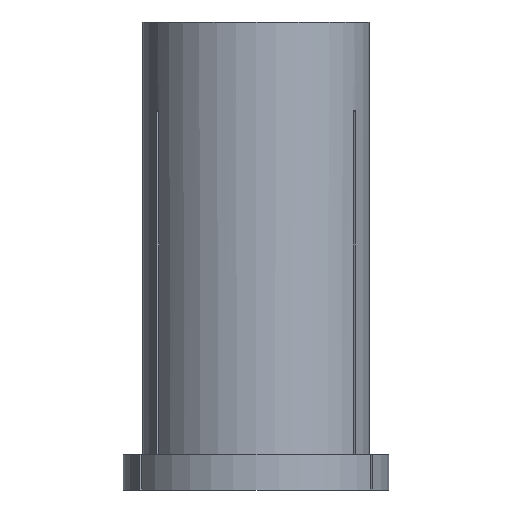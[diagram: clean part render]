
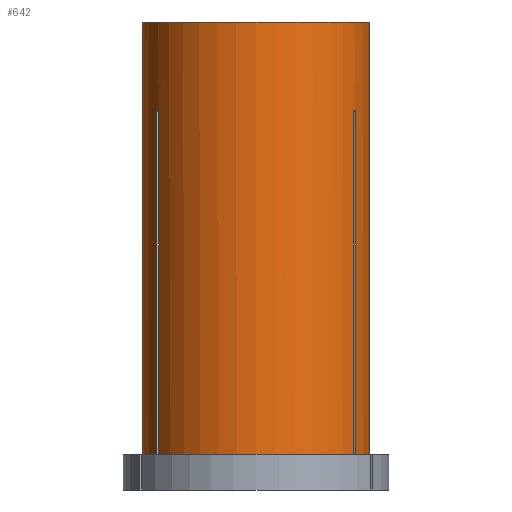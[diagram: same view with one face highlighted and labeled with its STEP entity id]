
A CAD part, front view. The second image highlights one B-rep face of the part: STEP entity #642.
In plain terms, the highlighted cylindrical face has radius 16 mm (diameter 32 mm), a partial arc.
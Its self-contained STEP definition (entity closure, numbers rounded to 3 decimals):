
#28 = ORIENTED_EDGE ( 'NONE', *, *, #1464, .F. ) ;
#36 = EDGE_LOOP ( 'NONE', ( #1224, #1313, #230, #680, #317, #1348, #1010, #364, #28, #1387, #1054, #515 ) ) ;
#53 = CIRCLE ( 'NONE', #561, 16. ) ;
#60 = CIRCLE ( 'NONE', #1036, 16. ) ;
#66 = CARTESIAN_POINT ( 'NONE',  ( 16., 0., 0. ) ) ;
#70 = VERTEX_POINT ( 'NONE', #573 ) ;
#84 = FACE_OUTER_BOUND ( 'NONE', #36, .T. ) ;
#86 = CARTESIAN_POINT ( 'NONE',  ( -16., 0., 0. ) ) ;
#102 = CIRCLE ( 'NONE', #241, 16. ) ;
#112 = DIRECTION ( 'NONE',  ( 0., 0., 1. ) ) ;
#141 = CARTESIAN_POINT ( 'NONE',  ( -13.907, -7.914, -12.499 ) ) ;
#148 = CARTESIAN_POINT ( 'NONE',  ( 0., 0., -61. ) ) ;
#165 = CARTESIAN_POINT ( 'NONE',  ( 14.004, -7.739, 0. ) ) ;
#175 = AXIS2_PLACEMENT_3D ( 'NONE', #1344, #1616, #463 ) ;
#226 = LINE ( 'NONE', #165, #1543 ) ;
#229 = VERTEX_POINT ( 'NONE', #1605 ) ;
#230 = ORIENTED_EDGE ( 'NONE', *, *, #1619, .T. ) ;
#241 = AXIS2_PLACEMENT_3D ( 'NONE', #526, #436, #277 ) ;
#258 = CARTESIAN_POINT ( 'NONE',  ( -16., 0., 0. ) ) ;
#277 = DIRECTION ( 'NONE',  ( 1., 0., 0. ) ) ;
#293 = VERTEX_POINT ( 'NONE', #721 ) ;
#306 = DIRECTION ( 'NONE',  ( 0., 0., 1. ) ) ;
#310 = CARTESIAN_POINT ( 'NONE',  ( 0., 0., 0. ) ) ;
#314 = CARTESIAN_POINT ( 'NONE',  ( 13.704, -8.258, 0. ) ) ;
#317 = ORIENTED_EDGE ( 'NONE', *, *, #860, .F. ) ;
#327 = CARTESIAN_POINT ( 'NONE',  ( 14.004, -7.739, -61. ) ) ;
#364 = ORIENTED_EDGE ( 'NONE', *, *, #1483, .T. ) ;
#375 = EDGE_CURVE ( 'NONE', #1491, #1125, #102, .T. ) ;
#402 = EDGE_CURVE ( 'NONE', #653, #718, #60, .T. ) ;
#404 = CARTESIAN_POINT ( 'NONE',  ( 16., 0., 0. ) ) ;
#419 = LINE ( 'NONE', #314, #1195 ) ;
#436 = DIRECTION ( 'NONE',  ( 0., 0., 1. ) ) ;
#446 = VERTEX_POINT ( 'NONE', #1181 ) ;
#463 = DIRECTION ( 'NONE',  ( 1., 0., 0. ) ) ;
#466 = DIRECTION ( 'NONE',  ( 0., 0., 1. ) ) ;
#474 = VERTEX_POINT ( 'NONE', #898 ) ;
#491 = CARTESIAN_POINT ( 'NONE',  ( -13.807, -8.087, -12.499 ) ) ;
#512 = EDGE_CURVE ( 'NONE', #474, #560, #1238, .T. ) ;
#515 = ORIENTED_EDGE ( 'NONE', *, *, #402, .F. ) ;
#525 = DIRECTION ( 'NONE',  ( 1., 0., 0. ) ) ;
#526 = CARTESIAN_POINT ( 'NONE',  ( 0., 0., -61. ) ) ;
#552 = VERTEX_POINT ( 'NONE', #1184 ) ;
#560 = VERTEX_POINT ( 'NONE', #1631 ) ;
#561 = AXIS2_PLACEMENT_3D ( 'NONE', #148, #1185, #525 ) ;
#573 = CARTESIAN_POINT ( 'NONE',  ( -13.704, -8.258, -61. ) ) ;
#639 = CARTESIAN_POINT ( 'NONE',  ( -16., 0., -61. ) ) ;
#642 = ADVANCED_FACE ( 'NONE', ( #84 ), #1373, .T. ) ;
#653 = VERTEX_POINT ( 'NONE', #86 ) ;
#663 = CARTESIAN_POINT ( 'NONE',  ( -13.704, -8.258, -12.502 ) ) ;
#676 = EDGE_CURVE ( 'NONE', #70, #293, #1230, .T. ) ;
#680 = ORIENTED_EDGE ( 'NONE', *, *, #512, .T. ) ;
#701 = CARTESIAN_POINT ( 'NONE',  ( 13.704, -8.258, -12.502 ) ) ;
#718 = VERTEX_POINT ( 'NONE', #66 ) ;
#721 = CARTESIAN_POINT ( 'NONE',  ( 13.704, -8.258, -61. ) ) ;
#762 = EDGE_CURVE ( 'NONE', #293, #552, #419, .T. ) ;
#770 = CARTESIAN_POINT ( 'NONE',  ( -14.004, -7.739, -61. ) ) ;
#823 = VECTOR ( 'NONE', #1163, 1000. ) ;
#860 = EDGE_CURVE ( 'NONE', #70, #560, #918, .T. ) ;
#867 = B_SPLINE_CURVE_WITH_KNOTS ( 'NONE', 3,
 ( #701, #1453, #1072, #944 ),
 .UNSPECIFIED., .F., .F.,
 ( 4, 4 ),
 ( 0., 0.001 ),
 .UNSPECIFIED. ) ;
#881 = VECTOR ( 'NONE', #927, 1000. ) ;
#898 = CARTESIAN_POINT ( 'NONE',  ( -14.004, -7.739, -12.502 ) ) ;
#918 = LINE ( 'NONE', #1321, #881 ) ;
#927 = DIRECTION ( 'NONE',  ( 0., 0., 1. ) ) ;
#944 = CARTESIAN_POINT ( 'NONE',  ( 14.004, -7.739, -12.502 ) ) ;
#997 = DIRECTION ( 'NONE',  ( 0., 0., 1. ) ) ;
#1010 = ORIENTED_EDGE ( 'NONE', *, *, #762, .T. ) ;
#1012 = VECTOR ( 'NONE', #1320, 1000. ) ;
#1036 = AXIS2_PLACEMENT_3D ( 'NONE', #310, #466, #1628 ) ;
#1054 = ORIENTED_EDGE ( 'NONE', *, *, #1562, .T. ) ;
#1072 = CARTESIAN_POINT ( 'NONE',  ( 13.907, -7.914, -12.499 ) ) ;
#1125 = VERTEX_POINT ( 'NONE', #770 ) ;
#1145 = DIRECTION ( 'NONE',  ( 1., 0., 0. ) ) ;
#1160 = CARTESIAN_POINT ( 'NONE',  ( -14.004, -7.739, -12.502 ) ) ;
#1163 = DIRECTION ( 'NONE',  ( 0., 0., 1. ) ) ;
#1181 = CARTESIAN_POINT ( 'NONE',  ( 14.004, -7.739, -12.502 ) ) ;
#1184 = CARTESIAN_POINT ( 'NONE',  ( 13.704, -8.258, -12.502 ) ) ;
#1185 = DIRECTION ( 'NONE',  ( 0., 0., 1. ) ) ;
#1195 = VECTOR ( 'NONE', #306, 1000. ) ;
#1201 = VECTOR ( 'NONE', #112, 1000. ) ;
#1205 = DIRECTION ( 'NONE',  ( 0., 0., 1. ) ) ;
#1209 = EDGE_CURVE ( 'NONE', #1491, #653, #1525, .T. ) ;
#1224 = ORIENTED_EDGE ( 'NONE', *, *, #1209, .F. ) ;
#1230 = CIRCLE ( 'NONE', #175, 16. ) ;
#1238 = B_SPLINE_CURVE_WITH_KNOTS ( 'NONE', 3,
 ( #1160, #141, #491, #663 ),
 .UNSPECIFIED., .F., .F.,
 ( 4, 4 ),
 ( 0., 0.001 ),
 .UNSPECIFIED. ) ;
#1313 = ORIENTED_EDGE ( 'NONE', *, *, #375, .T. ) ;
#1320 = DIRECTION ( 'NONE',  ( 0., 0., 1. ) ) ;
#1321 = CARTESIAN_POINT ( 'NONE',  ( -13.704, -8.258, 0. ) ) ;
#1344 = CARTESIAN_POINT ( 'NONE',  ( 0., 0., -61. ) ) ;
#1348 = ORIENTED_EDGE ( 'NONE', *, *, #676, .T. ) ;
#1349 = LINE ( 'NONE', #1553, #1012 ) ;
#1361 = EDGE_CURVE ( 'NONE', #1581, #229, #53, .T. ) ;
#1373 = CYLINDRICAL_SURFACE ( 'NONE', #1423, 16. ) ;
#1387 = ORIENTED_EDGE ( 'NONE', *, *, #1361, .T. ) ;
#1423 = AXIS2_PLACEMENT_3D ( 'NONE', #1495, #997, #1145 ) ;
#1453 = CARTESIAN_POINT ( 'NONE',  ( 13.807, -8.087, -12.499 ) ) ;
#1464 = EDGE_CURVE ( 'NONE', #1581, #446, #226, .T. ) ;
#1483 = EDGE_CURVE ( 'NONE', #552, #446, #867, .T. ) ;
#1491 = VERTEX_POINT ( 'NONE', #639 ) ;
#1495 = CARTESIAN_POINT ( 'NONE',  ( 0., 0., 0. ) ) ;
#1505 = LINE ( 'NONE', #404, #823 ) ;
#1525 = LINE ( 'NONE', #258, #1201 ) ;
#1543 = VECTOR ( 'NONE', #1205, 1000. ) ;
#1553 = CARTESIAN_POINT ( 'NONE',  ( -14.004, -7.739, 0. ) ) ;
#1562 = EDGE_CURVE ( 'NONE', #229, #718, #1505, .T. ) ;
#1581 = VERTEX_POINT ( 'NONE', #327 ) ;
#1605 = CARTESIAN_POINT ( 'NONE',  ( 16., 0., -61. ) ) ;
#1616 = DIRECTION ( 'NONE',  ( 0., 0., 1. ) ) ;
#1619 = EDGE_CURVE ( 'NONE', #1125, #474, #1349, .T. ) ;
#1628 = DIRECTION ( 'NONE',  ( 1., 0., 0. ) ) ;
#1631 = CARTESIAN_POINT ( 'NONE',  ( -13.704, -8.258, -12.502 ) ) ;
